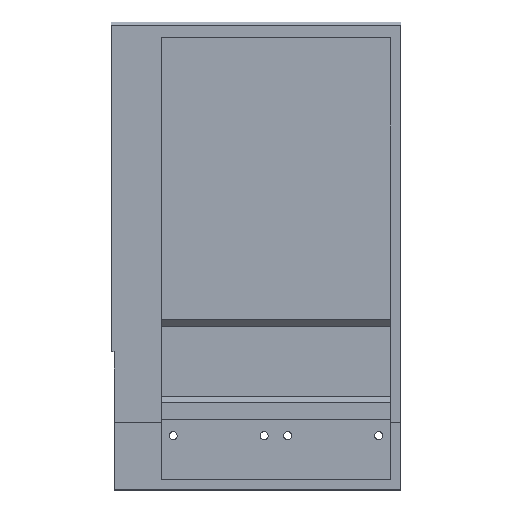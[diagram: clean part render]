
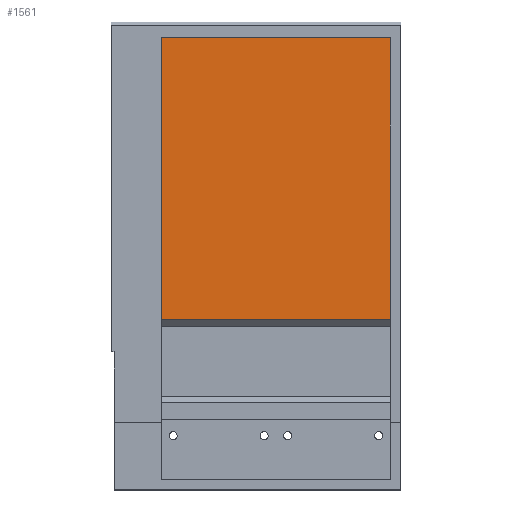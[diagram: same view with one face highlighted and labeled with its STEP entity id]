
A CAD part, top view. The second image highlights one B-rep face of the part: STEP entity #1561.
In plain terms, the highlighted planar face has unit normal (0, 0, 1).
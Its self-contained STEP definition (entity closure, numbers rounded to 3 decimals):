
#814 = VERTEX_POINT('',#815);
#815 = CARTESIAN_POINT('',(0.,-3.,3.6));
#821 = EDGE_CURVE('',#822,#814,#824,.T.);
#822 = VERTEX_POINT('',#823);
#823 = CARTESIAN_POINT('',(0.,-88.443,3.6));
#824 = LINE('',#825,#826);
#825 = CARTESIAN_POINT('',(0.,-88.443,3.6));
#826 = VECTOR('',#827,1.);
#827 = DIRECTION('',(0.,1.,0.));
#911 = VERTEX_POINT('',#912);
#912 = CARTESIAN_POINT('',(-68.,-3.,3.6));
#918 = EDGE_CURVE('',#919,#911,#921,.T.);
#919 = VERTEX_POINT('',#920);
#920 = CARTESIAN_POINT('',(-68.,-88.443,3.6));
#921 = LINE('',#922,#923);
#922 = CARTESIAN_POINT('',(-68.,-88.443,3.6));
#923 = VECTOR('',#924,1.);
#924 = DIRECTION('',(0.,1.,0.));
#1550 = EDGE_CURVE('',#822,#919,#1551,.T.);
#1551 = LINE('',#1552,#1553);
#1552 = CARTESIAN_POINT('',(0.,-88.443,3.6));
#1553 = VECTOR('',#1554,1.);
#1554 = DIRECTION('',(-1.,0.,0.));
#1561 = ADVANCED_FACE('',(#1562),#1645,.F.);
#1562 = FACE_BOUND('',#1563,.F.);
#1563 = EDGE_LOOP('',(#1564,#1565,#1566,#1567,#1575,#1585,#1593,#1603,
    #1611,#1621,#1629,#1639));
#1564 = ORIENTED_EDGE('',*,*,#821,.F.);
#1565 = ORIENTED_EDGE('',*,*,#1550,.T.);
#1566 = ORIENTED_EDGE('',*,*,#918,.T.);
#1567 = ORIENTED_EDGE('',*,*,#1568,.F.);
#1568 = EDGE_CURVE('',#1569,#911,#1571,.T.);
#1569 = VERTEX_POINT('',#1570);
#1570 = CARTESIAN_POINT('',(-51.5,-3.,3.6));
#1571 = LINE('',#1572,#1573);
#1572 = CARTESIAN_POINT('',(0.,-3.,3.6));
#1573 = VECTOR('',#1574,1.);
#1574 = DIRECTION('',(-1.,0.,0.));
#1575 = ORIENTED_EDGE('',*,*,#1576,.T.);
#1576 = EDGE_CURVE('',#1569,#1577,#1579,.T.);
#1577 = VERTEX_POINT('',#1578);
#1578 = CARTESIAN_POINT('',(-51.395,-4.2,3.6));
#1579 = B_SPLINE_CURVE_WITH_KNOTS('',4,(#1580,#1581,#1582,#1583,#1584),
  .UNSPECIFIED.,.F.,.F.,(5,5),(0.,1.),.PIECEWISE_BEZIER_KNOTS.);
#1580 = CARTESIAN_POINT('',(-51.5,-3.,3.6));
#1581 = CARTESIAN_POINT('',(-51.474,-3.3,3.6));
#1582 = CARTESIAN_POINT('',(-51.448,-3.6,3.6));
#1583 = CARTESIAN_POINT('',(-51.421,-3.9,3.6));
#1584 = CARTESIAN_POINT('',(-51.395,-4.2,3.6));
#1585 = ORIENTED_EDGE('',*,*,#1586,.T.);
#1586 = EDGE_CURVE('',#1577,#1587,#1589,.T.);
#1587 = VERTEX_POINT('',#1588);
#1588 = CARTESIAN_POINT('',(-50.605,-4.2,3.6));
#1589 = LINE('',#1590,#1591);
#1590 = CARTESIAN_POINT('',(-25.698,-4.2,3.6));
#1591 = VECTOR('',#1592,1.);
#1592 = DIRECTION('',(1.,0.,0.));
#1593 = ORIENTED_EDGE('',*,*,#1594,.F.);
#1594 = EDGE_CURVE('',#1595,#1587,#1597,.T.);
#1595 = VERTEX_POINT('',#1596);
#1596 = CARTESIAN_POINT('',(-50.5,-3.,3.6));
#1597 = B_SPLINE_CURVE_WITH_KNOTS('',4,(#1598,#1599,#1600,#1601,#1602),
  .UNSPECIFIED.,.F.,.F.,(5,5),(0.,1.),.PIECEWISE_BEZIER_KNOTS.);
#1598 = CARTESIAN_POINT('',(-50.5,-3.,3.6));
#1599 = CARTESIAN_POINT('',(-50.526,-3.3,3.6));
#1600 = CARTESIAN_POINT('',(-50.552,-3.6,3.6));
#1601 = CARTESIAN_POINT('',(-50.579,-3.9,3.6));
#1602 = CARTESIAN_POINT('',(-50.605,-4.2,3.6));
#1603 = ORIENTED_EDGE('',*,*,#1604,.F.);
#1604 = EDGE_CURVE('',#1605,#1595,#1607,.T.);
#1605 = VERTEX_POINT('',#1606);
#1606 = CARTESIAN_POINT('',(-17.5,-3.,3.6));
#1607 = LINE('',#1608,#1609);
#1608 = CARTESIAN_POINT('',(0.,-3.,3.6));
#1609 = VECTOR('',#1610,1.);
#1610 = DIRECTION('',(-1.,0.,0.));
#1611 = ORIENTED_EDGE('',*,*,#1612,.T.);
#1612 = EDGE_CURVE('',#1605,#1613,#1615,.T.);
#1613 = VERTEX_POINT('',#1614);
#1614 = CARTESIAN_POINT('',(-17.395,-4.2,3.6));
#1615 = B_SPLINE_CURVE_WITH_KNOTS('',4,(#1616,#1617,#1618,#1619,#1620),
  .UNSPECIFIED.,.F.,.F.,(5,5),(0.,1.),.PIECEWISE_BEZIER_KNOTS.);
#1616 = CARTESIAN_POINT('',(-17.5,-3.,3.6));
#1617 = CARTESIAN_POINT('',(-17.474,-3.3,3.6));
#1618 = CARTESIAN_POINT('',(-17.448,-3.6,3.6));
#1619 = CARTESIAN_POINT('',(-17.421,-3.9,3.6));
#1620 = CARTESIAN_POINT('',(-17.395,-4.2,3.6));
#1621 = ORIENTED_EDGE('',*,*,#1622,.T.);
#1622 = EDGE_CURVE('',#1613,#1623,#1625,.T.);
#1623 = VERTEX_POINT('',#1624);
#1624 = CARTESIAN_POINT('',(-16.605,-4.2,3.6));
#1625 = LINE('',#1626,#1627);
#1626 = CARTESIAN_POINT('',(-8.698,-4.2,3.6));
#1627 = VECTOR('',#1628,1.);
#1628 = DIRECTION('',(1.,0.,0.));
#1629 = ORIENTED_EDGE('',*,*,#1630,.F.);
#1630 = EDGE_CURVE('',#1631,#1623,#1633,.T.);
#1631 = VERTEX_POINT('',#1632);
#1632 = CARTESIAN_POINT('',(-16.5,-3.,3.6));
#1633 = B_SPLINE_CURVE_WITH_KNOTS('',4,(#1634,#1635,#1636,#1637,#1638),
  .UNSPECIFIED.,.F.,.F.,(5,5),(0.,1.),.PIECEWISE_BEZIER_KNOTS.);
#1634 = CARTESIAN_POINT('',(-16.5,-3.,3.6));
#1635 = CARTESIAN_POINT('',(-16.526,-3.3,3.6));
#1636 = CARTESIAN_POINT('',(-16.552,-3.6,3.6));
#1637 = CARTESIAN_POINT('',(-16.579,-3.9,3.6));
#1638 = CARTESIAN_POINT('',(-16.605,-4.2,3.6));
#1639 = ORIENTED_EDGE('',*,*,#1640,.F.);
#1640 = EDGE_CURVE('',#814,#1631,#1641,.T.);
#1641 = LINE('',#1642,#1643);
#1642 = CARTESIAN_POINT('',(0.,-3.,3.6));
#1643 = VECTOR('',#1644,1.);
#1644 = DIRECTION('',(-1.,0.,0.));
#1645 = PLANE('',#1646);
#1646 = AXIS2_PLACEMENT_3D('',#1647,#1648,#1649);
#1647 = CARTESIAN_POINT('',(0.,-88.443,3.6));
#1648 = DIRECTION('',(0.,0.,-1.));
#1649 = DIRECTION('',(0.,1.,0.));
